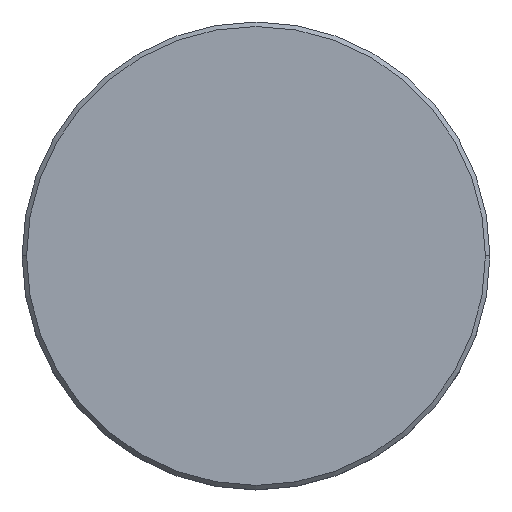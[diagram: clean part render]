
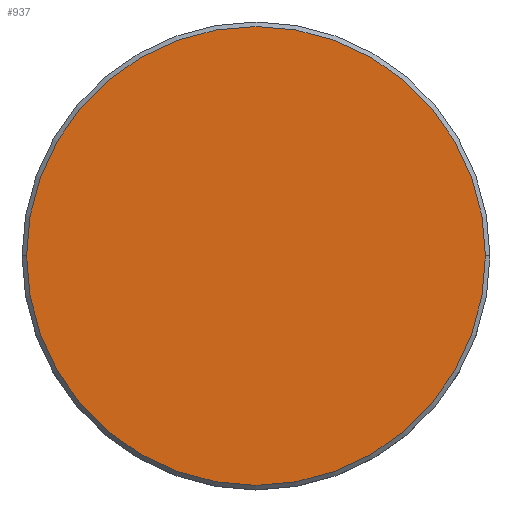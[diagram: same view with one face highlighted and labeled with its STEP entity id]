
A CAD part, top view. The second image highlights one B-rep face of the part: STEP entity #937.
In plain terms, the highlighted planar face has unit normal (0, 0, 1).
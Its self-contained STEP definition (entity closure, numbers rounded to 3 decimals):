
#5 = CARTESIAN_POINT ( 'NONE',  ( 0., 0., 0. ) ) ;
#24 = DIRECTION ( 'NONE',  ( 1., 0., 0. ) ) ;
#34 = CARTESIAN_POINT ( 'NONE',  ( -25.5, 0., 0. ) ) ;
#177 = VERTEX_POINT ( 'NONE', #906 ) ;
#270 = VERTEX_POINT ( 'NONE', #34 ) ;
#317 = PLANE ( 'NONE',  #960 ) ;
#436 = ORIENTED_EDGE ( 'NONE', *, *, #577, .T. ) ;
#466 = CARTESIAN_POINT ( 'NONE',  ( 0., 0., 0. ) ) ;
#544 = ORIENTED_EDGE ( 'NONE', *, *, #1003, .T. ) ;
#549 = EDGE_LOOP ( 'NONE', ( #436, #544 ) ) ;
#551 = DIRECTION ( 'NONE',  ( 1., 0., 0. ) ) ;
#577 = EDGE_CURVE ( 'NONE', #270, #177, #1019, .T. ) ;
#717 = DIRECTION ( 'NONE',  ( 0., 0., 1. ) ) ;
#729 = CARTESIAN_POINT ( 'NONE',  ( 0., 0., 0. ) ) ;
#761 = FACE_OUTER_BOUND ( 'NONE', #549, .T. ) ;
#833 = DIRECTION ( 'NONE',  ( 0., 0., 1. ) ) ;
#906 = CARTESIAN_POINT ( 'NONE',  ( 25.5, 0., 0. ) ) ;
#937 = ADVANCED_FACE ( 'NONE', ( #761 ), #317, .T. ) ;
#960 = AXIS2_PLACEMENT_3D ( 'NONE', #466, #833, #24 ) ;
#1001 = AXIS2_PLACEMENT_3D ( 'NONE', #729, #1102, #551 ) ;
#1003 = EDGE_CURVE ( 'NONE', #177, #270, #1060, .T. ) ;
#1019 = CIRCLE ( 'NONE', #1079, 25.5 ) ;
#1060 = CIRCLE ( 'NONE', #1001, 25.5 ) ;
#1079 = AXIS2_PLACEMENT_3D ( 'NONE', #5, #717, #1106 ) ;
#1102 = DIRECTION ( 'NONE',  ( 0., 0., 1. ) ) ;
#1106 = DIRECTION ( 'NONE',  ( 1., 0., 0. ) ) ;
